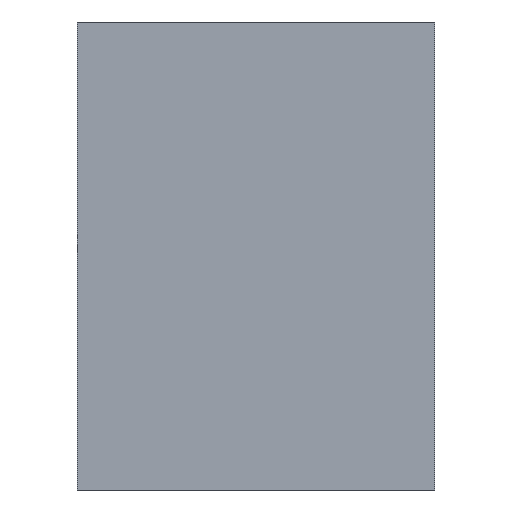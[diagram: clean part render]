
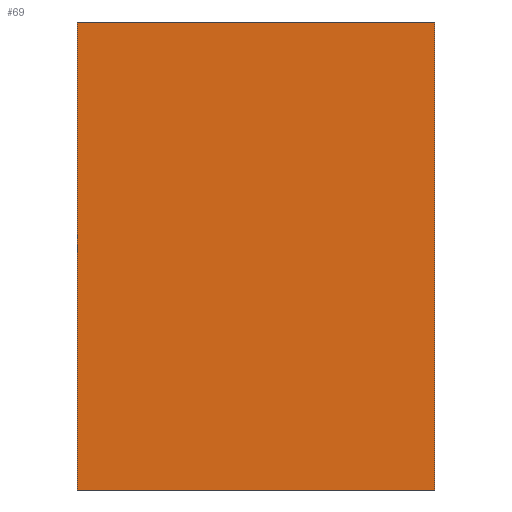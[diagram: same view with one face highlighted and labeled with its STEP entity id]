
A CAD part, left-side view. The second image highlights one B-rep face of the part: STEP entity #69.
In plain terms, the highlighted planar face has unit normal (-1, 0, 0).
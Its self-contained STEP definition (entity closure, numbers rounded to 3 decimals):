
#15 = ORIENTED_EDGE ( 'NONE', *, *, #293, .T. ) ;
#17 = LINE ( 'NONE', #242, #259 ) ;
#53 = CARTESIAN_POINT ( 'NONE',  ( -3., 20., -23.2 ) ) ;
#61 = VERTEX_POINT ( 'NONE', #53 ) ;
#65 = LINE ( 'NONE', #379, #142 ) ;
#69 = ADVANCED_FACE ( 'NONE', ( #213 ), #362, .F. ) ;
#70 = VERTEX_POINT ( 'NONE', #256 ) ;
#93 = AXIS2_PLACEMENT_3D ( 'NONE', #222, #216, #442 ) ;
#96 = CARTESIAN_POINT ( 'NONE',  ( -3., 0., 3. ) ) ;
#109 = EDGE_CURVE ( 'NONE', #421, #439, #177, .T. ) ;
#112 = DIRECTION ( 'NONE',  ( 0., -1., 0. ) ) ;
#126 = CARTESIAN_POINT ( 'NONE',  ( -3., 20., 3. ) ) ;
#127 = ORIENTED_EDGE ( 'NONE', *, *, #186, .T. ) ;
#142 = VECTOR ( 'NONE', #112, 1000. ) ;
#159 = EDGE_LOOP ( 'NONE', ( #127, #278, #499, #15 ) ) ;
#177 = LINE ( 'NONE', #260, #299 ) ;
#186 = EDGE_CURVE ( 'NONE', #70, #439, #447, .T. ) ;
#189 = CARTESIAN_POINT ( 'NONE',  ( -3., 0., 3. ) ) ;
#213 = FACE_OUTER_BOUND ( 'NONE', #159, .T. ) ;
#216 = DIRECTION ( 'NONE',  ( 1., 0., 0. ) ) ;
#222 = CARTESIAN_POINT ( 'NONE',  ( -3., 20., 3. ) ) ;
#242 = CARTESIAN_POINT ( 'NONE',  ( -3., 20., 3. ) ) ;
#256 = CARTESIAN_POINT ( 'NONE',  ( -3., 0., -23.2 ) ) ;
#259 = VECTOR ( 'NONE', #466, 1000. ) ;
#260 = CARTESIAN_POINT ( 'NONE',  ( -3., 20., 3. ) ) ;
#274 = DIRECTION ( 'NONE',  ( 0., 0., 1. ) ) ;
#278 = ORIENTED_EDGE ( 'NONE', *, *, #109, .F. ) ;
#287 = VECTOR ( 'NONE', #274, 1000. ) ;
#293 = EDGE_CURVE ( 'NONE', #61, #70, #65, .T. ) ;
#299 = VECTOR ( 'NONE', #334, 1000. ) ;
#334 = DIRECTION ( 'NONE',  ( 0., -1., 0. ) ) ;
#357 = EDGE_CURVE ( 'NONE', #61, #421, #17, .T. ) ;
#362 = PLANE ( 'NONE',  #93 ) ;
#379 = CARTESIAN_POINT ( 'NONE',  ( -3., 20., -23.2 ) ) ;
#421 = VERTEX_POINT ( 'NONE', #126 ) ;
#439 = VERTEX_POINT ( 'NONE', #96 ) ;
#442 = DIRECTION ( 'NONE',  ( 0., 0., -1. ) ) ;
#447 = LINE ( 'NONE', #189, #287 ) ;
#466 = DIRECTION ( 'NONE',  ( 0., 0., 1. ) ) ;
#499 = ORIENTED_EDGE ( 'NONE', *, *, #357, .F. ) ;
